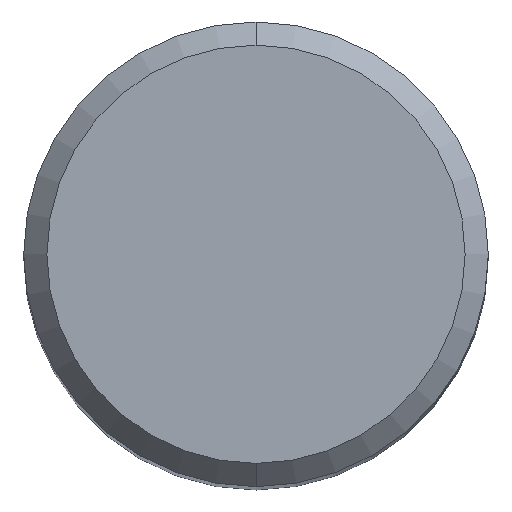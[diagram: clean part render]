
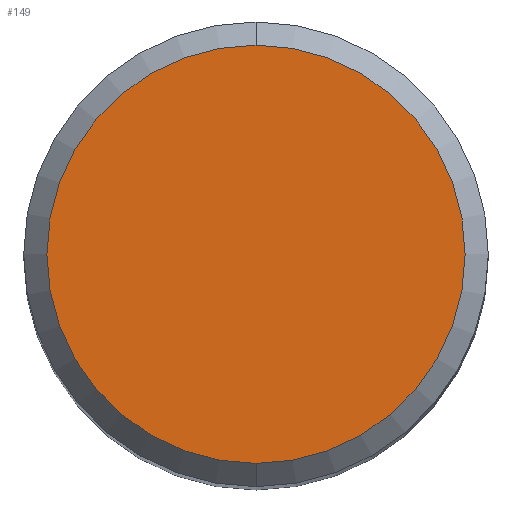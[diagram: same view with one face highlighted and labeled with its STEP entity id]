
A CAD part, top view. The second image highlights one B-rep face of the part: STEP entity #149.
In plain terms, the highlighted planar face has unit normal (0, 0, 1).
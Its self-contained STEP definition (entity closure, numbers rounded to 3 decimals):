
#145=VERTEX_POINT('',#302);
#149=ADVANCED_FACE('',(#306),#307,.T.);
#163=EDGE_CURVE('',#167,#145,#322,.T.);
#167=VERTEX_POINT('',#326);
#207=EDGE_CURVE('',#145,#167,#373,.T.);
#302=CARTESIAN_POINT('',(0.,-3.6,0.0));
#306=FACE_OUTER_BOUND('',#482,.T.);
#307=PLANE('',#483);
#322=CIRCLE('',#502,3.6);
#326=CARTESIAN_POINT('',(0.0,3.6,0.0));
#373=CIRCLE('',#570,3.6);
#482=EDGE_LOOP('',(#675,#676));
#483=AXIS2_PLACEMENT_3D('',#677,#678,#679);
#502=AXIS2_PLACEMENT_3D('',#692,#693,#694);
#570=AXIS2_PLACEMENT_3D('',#760,#761,#762);
#675=ORIENTED_EDGE('',*,*,#163,.F.);
#676=ORIENTED_EDGE('',*,*,#207,.F.);
#677=CARTESIAN_POINT('',(0.0,1.8,0.0));
#678=DIRECTION('',(-0.0,0.0,1.0));
#679=DIRECTION('',(0.0,-1.0,0.0));
#692=CARTESIAN_POINT('',(0.0,0.0,0.0));
#693=DIRECTION('',(0.0,0.0,-1.0));
#694=DIRECTION('',(0.0,1.0,0.0));
#760=CARTESIAN_POINT('',(0.0,0.0,0.0));
#761=DIRECTION('',(0.0,0.0,-1.0));
#762=DIRECTION('',(0.0,1.0,0.0));
